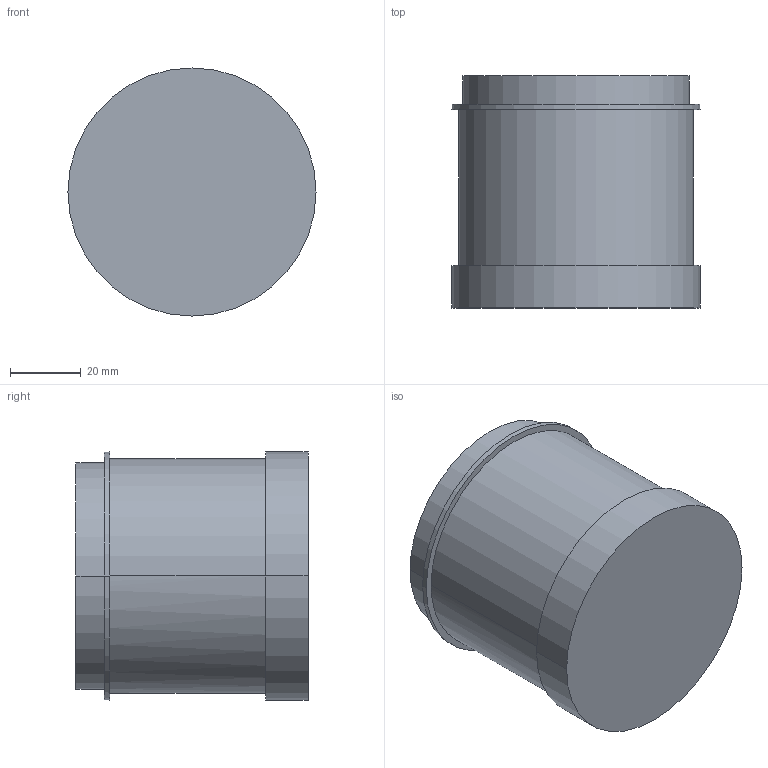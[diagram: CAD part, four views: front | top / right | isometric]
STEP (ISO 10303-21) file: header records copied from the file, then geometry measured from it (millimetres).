
FILE_DESCRIPTION(('SolidDesigner STEP Export'),'2;1');
FILE_NAME('2700119_PSD_S_OE_LED_GN-select.stp','2014-09-25T14:51:42',(''),(''),'Creo Elements/Direct Modeling STEP processor for AP214 (Solid Model)','Creo Elements/Direct Modeling 18.1 06-May-2012 (C) Parametric Technology GmbH','');
FILE_SCHEMA(('AUTOMOTIVE_DESIGN { 1 0 10303 214 1 1 1 1 }'));
Length unit declared in the file: millimetre
Products named in the file (1): 2700119_PSD_S_OE_LED_GN-select
Bounding box: 70 x 65.5 x 70 mm (x, y, z)
Volume: 229129.8 mm3; surface area: 22229.3 mm2
Topology: 1 solids, 1 shells, 13 faces, 25 edges, 17 vertices
Faces by surface type: cylinder 6, plane 5, cone 2
Entity records: 425 total; most frequent: DIRECTION 52, ORIENTED_EDGE 50, CARTESIAN_POINT 47, EDGE_CURVE 25, AXIS2_PLACEMENT_3D 22, VERTEX_POINT 17, EDGE_LOOP 16, COLOUR_RGB 14
